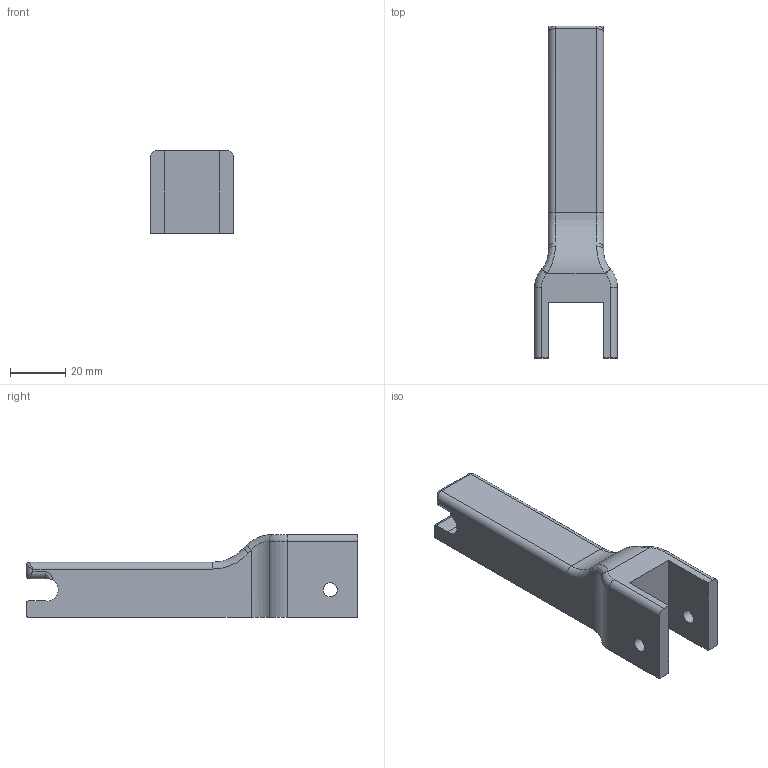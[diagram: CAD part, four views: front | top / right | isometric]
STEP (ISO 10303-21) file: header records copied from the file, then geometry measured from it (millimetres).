
FILE_DESCRIPTION(/* description */ (''),/* implementation_level */ '2;1');
FILE_NAME(/* name */ 'GM_Spool_holder_Topmount.step',/* time_stamp */ '2023-10-08T10:11:54-07:00',/* author */ (''),/* organization */ (''),/* preprocessor_version */ 'ST-DEVELOPER v20',/* originating_system */ 'Autodesk Translation Framework v12.14.0.127',/* authorisation */ '');
FILE_SCHEMA (('AUTOMOTIVE_DESIGN { 1 0 10303 214 3 1 1 }'));
Length unit declared in the file: millimetre
Products named in the file (1): Spool_holder_Topmount
Bounding box: 30 x 120 x 30 mm (x, y, z)
Volume: 51594.3 mm3; surface area: 12873.5 mm2
Topology: 1 solids, 1 shells, 53 faces, 133 edges, 76 vertices
Faces by surface type: cylinder 21, plane 16, bspline 8, torus 8
Full cylindrical faces by diameter (mm): 5.1 x2
Entity records: 1780 total; most frequent: CARTESIAN_POINT 501, DIRECTION 273, ORIENTED_EDGE 254, EDGE_CURVE 127, AXIS2_PLACEMENT_3D 106, VERTEX_POINT 76, LINE 61, VECTOR 61
